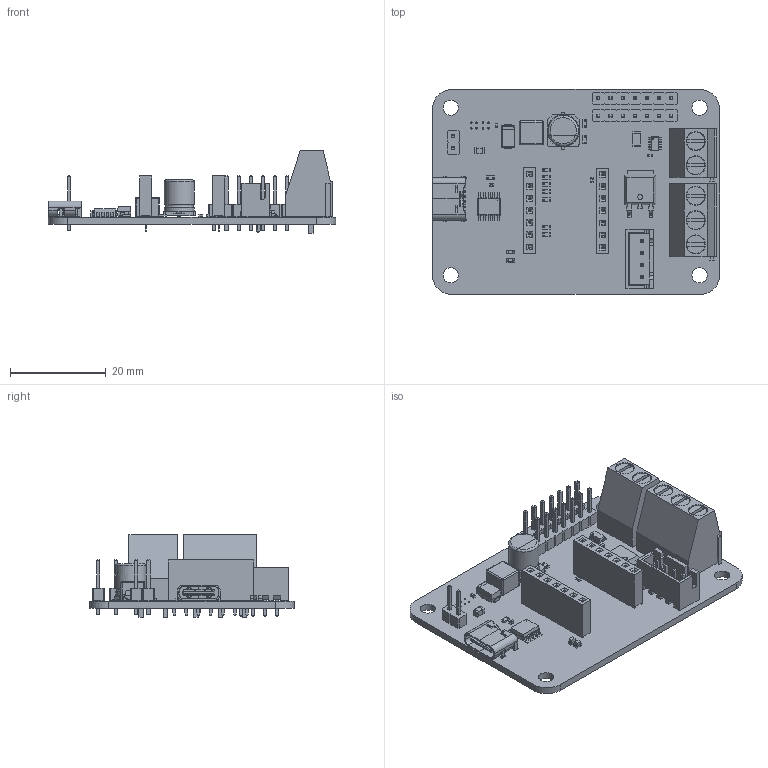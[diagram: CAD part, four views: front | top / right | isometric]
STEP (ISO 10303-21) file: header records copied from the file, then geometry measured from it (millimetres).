
FILE_DESCRIPTION(('KiCad electronic assembly'),'2;1');
FILE_NAME('beer-warmer-schematics.step','2025-11-26T15:13:20',('Pcbnew') ,('Kicad'),'Open CASCADE STEP processor 7.9','KiCad to STEP converter' ,'Unknown');
FILE_SCHEMA(('AUTOMOTIVE_DESIGN { 1 0 10303 214 1 1 1 1 }'));
Length unit declared in the file: millimetre
Products named in the file (21): beer-warmer-schematics 1; C_0402_1005Metric; LED_0603_1608Metric; R_0603_1608Metric; PinHeader_1x07_P2.54mm_Vertical; R_1206_3216Metric; JST_XH_B4B-XH-A_1x04_P2.50mm_Vertical; TerminalBlock_Phoenix_MKDS-1,5-2-5.08_1x02_P5.08mm_Horizontal; TO-252-2; beer-warmer-schematics 1.9.1; USB_C_Receptacle_GCT_USB4125-xx-x_6P_TopMnt_Horizontal; SOT-23-8; CP_Elec_6.3x7.7; PinHeader_1x02_P2.54mm_Vertical; C_0805_2012Metric; L_Changjiang_FNR5040S; D_SMA; TerminalBlock_Phoenix_MKDS-1,5-3-5.08_1x03_P5.08mm_Horizontal; PinSocket_1x07_P2.54mm_Vertical; SSOP-10-1EP_3.9x4.9mm_P1mm_EP2.1x3.3mm; beer-warmer-schematics_PCB
Assembly tree (35 placements, depth 3):
  beer-warmer-schematics 1
    C_0402_1005Metric  x4
    LED_0603_1608Metric  x2
    R_0603_1608Metric  x10
    PinHeader_1x07_P2.54mm_Vertical  x2
    R_1206_3216Metric
    JST_XH_B4B-XH-A_1x04_P2.50mm_Vertical
    TerminalBlock_Phoenix_MKDS-1,5-2-5.08_1x02_P5.08mm_Horizontal
    TO-252-2
      beer-warmer-schematics 1.9.1
    USB_C_Receptacle_GCT_USB4125-xx-x_6P_TopMnt_Horizontal
    SOT-23-8
    CP_Elec_6.3x7.7
    PinHeader_1x02_P2.54mm_Vertical
    C_0805_2012Metric
    L_Changjiang_FNR5040S
    D_SMA
    TerminalBlock_Phoenix_MKDS-1,5-3-5.08_1x03_P5.08mm_Horizontal
    PinSocket_1x07_P2.54mm_Vertical  x2
    SSOP-10-1EP_3.9x4.9mm_P1mm_EP2.1x3.3mm
    beer-warmer-schematics_PCB
Bounding box: 60.02 x 42.85 x 17.3 mm (x, y, z)
Volume: 8196.9 mm3; surface area: 12846.9 mm2
Topology: 53 solids, 53 shells, 2808 faces, 7199 edges, 4587 vertices
Faces by surface type: plane 2267, cylinder 466, bspline 64, torus 4, sphere 4, cone 2, revolution 1
Full cylindrical faces by diameter (mm): 0.3 x8, 0.8 x2, 0.95 x4, 1 x31, 1.3 x5, 3.2 x4, 3.8 x5, 4 x5, 6.3 x2
Entity records: 77666 total; most frequent: CARTESIAN_POINT 11276, ORIENTED_EDGE 10659, DIRECTION 10127, EDGE_CURVE 5322, LINE 4418, VECTOR 4418, VERTEX_POINT 3381, AXIS2_PLACEMENT_3D 2854
